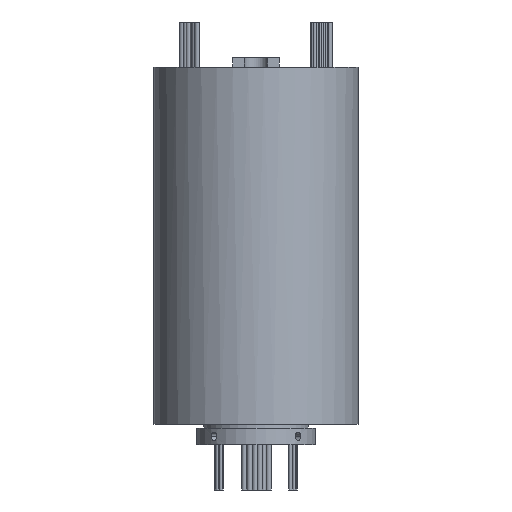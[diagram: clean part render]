
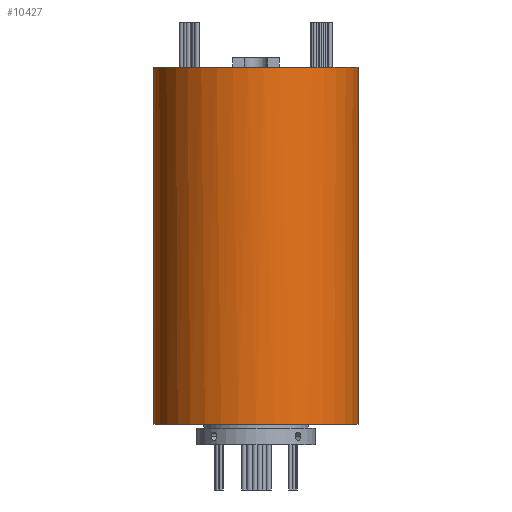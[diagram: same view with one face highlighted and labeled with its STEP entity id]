
A CAD part, front view. The second image highlights one B-rep face of the part: STEP entity #10427.
In plain terms, the highlighted cylindrical face has radius 43 mm (diameter 86 mm), a partial arc.
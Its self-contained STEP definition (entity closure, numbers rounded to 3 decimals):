
#339 = CIRCLE ( 'NONE', #804, 43. ) ;
#441 = CIRCLE ( 'NONE', #7163, 43. ) ;
#591 = ORIENTED_EDGE ( 'NONE', *, *, #10450, .F. ) ;
#804 = AXIS2_PLACEMENT_3D ( 'NONE', #9250, #4351, #10057 ) ;
#908 = DIRECTION ( 'NONE',  ( 0., 0., 1. ) ) ;
#1210 = VERTEX_POINT ( 'NONE', #2820 ) ;
#1218 = DIRECTION ( 'NONE',  ( 0., 0., -1. ) ) ;
#2319 = CARTESIAN_POINT ( 'NONE',  ( 0., 0., 158.8 ) ) ;
#2540 = CARTESIAN_POINT ( 'NONE',  ( 43., 0., 158.8 ) ) ;
#2645 = ORIENTED_EDGE ( 'NONE', *, *, #8029, .T. ) ;
#2675 = VERTEX_POINT ( 'NONE', #8313 ) ;
#2820 = CARTESIAN_POINT ( 'NONE',  ( -43., 0., 8.6 ) ) ;
#3005 = ORIENTED_EDGE ( 'NONE', *, *, #9894, .F. ) ;
#3135 = DIRECTION ( 'NONE',  ( 1., 0., 0. ) ) ;
#3337 = CIRCLE ( 'NONE', #6207, 43. ) ;
#3536 = CARTESIAN_POINT ( 'NONE',  ( 0., 0., 158.8 ) ) ;
#3624 = CARTESIAN_POINT ( 'NONE',  ( -9.75, -41.88, 158.8 ) ) ;
#3866 = VECTOR ( 'NONE', #7419, 1000. ) ;
#4351 = DIRECTION ( 'NONE',  ( 0., 0., 1. ) ) ;
#4367 = DIRECTION ( 'NONE',  ( 1., 0., 0. ) ) ;
#4475 = CARTESIAN_POINT ( 'NONE',  ( 9.75, -41.88, 158.8 ) ) ;
#4769 = CIRCLE ( 'NONE', #9344, 43. ) ;
#5263 = EDGE_LOOP ( 'NONE', ( #3005, #591, #7633, #8412, #2645, #10551 ) ) ;
#5782 = CARTESIAN_POINT ( 'NONE',  ( 0., 0., 8.6 ) ) ;
#5789 = CARTESIAN_POINT ( 'NONE',  ( 43., 0., 8.6 ) ) ;
#6207 = AXIS2_PLACEMENT_3D ( 'NONE', #2319, #8026, #3135 ) ;
#6486 = EDGE_CURVE ( 'NONE', #1210, #6695, #4769, .T. ) ;
#6611 = DIRECTION ( 'NONE',  ( 1., 0., 0. ) ) ;
#6695 = VERTEX_POINT ( 'NONE', #5789 ) ;
#6916 = CARTESIAN_POINT ( 'NONE',  ( -43., 0., 158.8 ) ) ;
#7163 = AXIS2_PLACEMENT_3D ( 'NONE', #3536, #9259, #4367 ) ;
#7169 = CARTESIAN_POINT ( 'NONE',  ( 0., 0., 158.8 ) ) ;
#7413 = CYLINDRICAL_SURFACE ( 'NONE', #7870, 43. ) ;
#7419 = DIRECTION ( 'NONE',  ( 0., 0., -1. ) ) ;
#7633 = ORIENTED_EDGE ( 'NONE', *, *, #7935, .F. ) ;
#7870 = AXIS2_PLACEMENT_3D ( 'NONE', #7169, #10428, #8793 ) ;
#7927 = CARTESIAN_POINT ( 'NONE',  ( 43., 0., 158.8 ) ) ;
#7935 = EDGE_CURVE ( 'NONE', #9545, #10081, #339, .T. ) ;
#8026 = DIRECTION ( 'NONE',  ( 0., 0., 1. ) ) ;
#8029 = EDGE_CURVE ( 'NONE', #2675, #1210, #10148, .T. ) ;
#8216 = LINE ( 'NONE', #2540, #3866 ) ;
#8313 = CARTESIAN_POINT ( 'NONE',  ( -43., 0., 158.8 ) ) ;
#8412 = ORIENTED_EDGE ( 'NONE', *, *, #10018, .F. ) ;
#8793 = DIRECTION ( 'NONE',  ( -1., 0., 0. ) ) ;
#9250 = CARTESIAN_POINT ( 'NONE',  ( 0., 0., 158.8 ) ) ;
#9259 = DIRECTION ( 'NONE',  ( 0., 0., 1. ) ) ;
#9344 = AXIS2_PLACEMENT_3D ( 'NONE', #5782, #908, #6611 ) ;
#9545 = VERTEX_POINT ( 'NONE', #3624 ) ;
#9852 = FACE_OUTER_BOUND ( 'NONE', #5263, .T. ) ;
#9894 = EDGE_CURVE ( 'NONE', #10207, #6695, #8216, .T. ) ;
#10018 = EDGE_CURVE ( 'NONE', #2675, #9545, #441, .T. ) ;
#10057 = DIRECTION ( 'NONE',  ( 1., 0., 0. ) ) ;
#10081 = VERTEX_POINT ( 'NONE', #4475 ) ;
#10148 = LINE ( 'NONE', #6916, #10414 ) ;
#10207 = VERTEX_POINT ( 'NONE', #7927 ) ;
#10414 = VECTOR ( 'NONE', #1218, 1000. ) ;
#10427 = ADVANCED_FACE ( 'NONE', ( #9852 ), #7413, .T. ) ;
#10428 = DIRECTION ( 'NONE',  ( 0., 0., -1. ) ) ;
#10450 = EDGE_CURVE ( 'NONE', #10081, #10207, #3337, .T. ) ;
#10551 = ORIENTED_EDGE ( 'NONE', *, *, #6486, .T. ) ;
